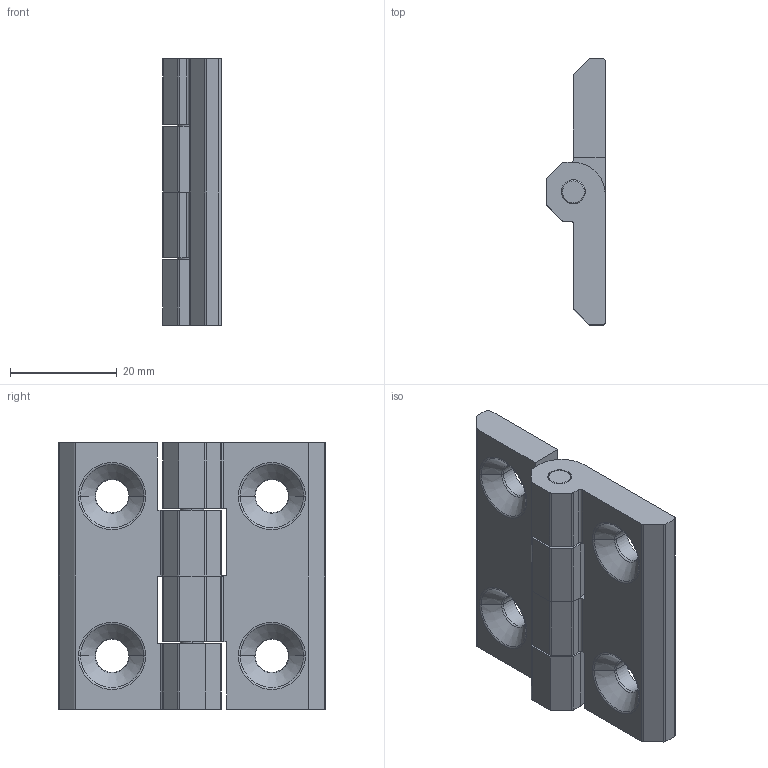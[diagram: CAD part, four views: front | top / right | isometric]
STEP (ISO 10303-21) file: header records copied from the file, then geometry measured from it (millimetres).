
FILE_DESCRIPTION(('CATIA V5 STEP Exchange'),'2;1');
FILE_NAME('215ZA050.stp','2017-12-29T08:45:34+00:00',('none'),('none'),'CATIA Version 5 Release 21 GA (IN-10)','CATIA V5 STEP AP203','none');
FILE_SCHEMA(('CONFIG_CONTROL_DESIGN'));
Length unit declared in the file: millimetre
Products named in the file (1): 215ZA050
Bounding box: 11 x 50 x 50 mm (x, y, z)
Volume: 14893.4 mm3; surface area: 8800.2 mm2
Topology: 3 solids, 3 shells, 118 faces, 308 edges, 196 vertices
Faces by surface type: cylinder 46, plane 44, torus 16, cone 12
Entity records: 3453 total; most frequent: ORIENTED_EDGE 616, CARTESIAN_POINT 598, DIRECTION 494, EDGE_CURVE 308, AXIS2_PLACEMENT_3D 230, VERTEX_POINT 196, VECTOR 172, LINE 172
